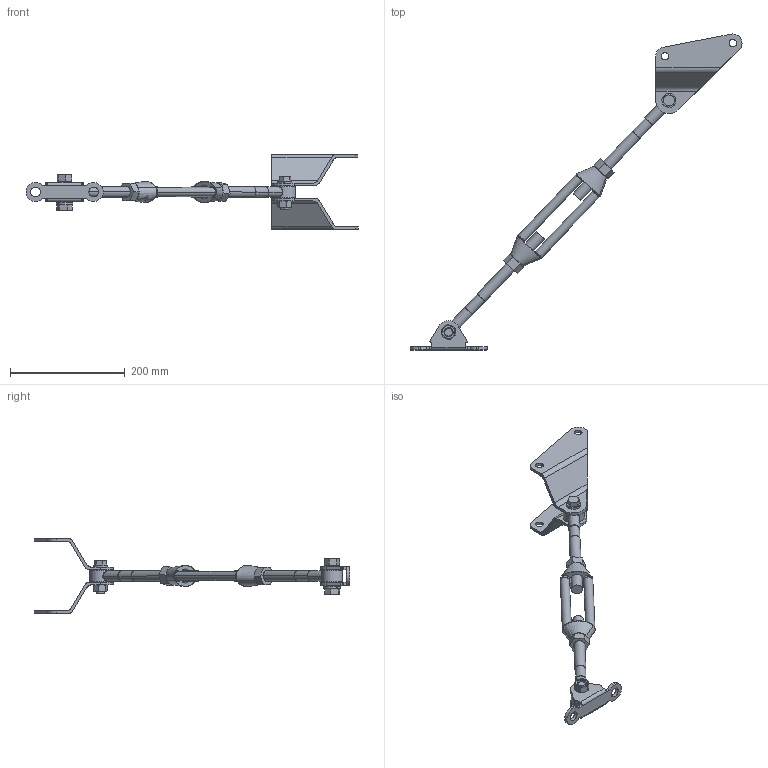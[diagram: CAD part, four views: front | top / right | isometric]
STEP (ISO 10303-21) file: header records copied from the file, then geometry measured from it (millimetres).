
FILE_DESCRIPTION (( 'STEP AP214' ), '1' );
FILE_NAME ('SMR4-TARM.STEP', '2017-06-26T20:24:01', ( '' ), ( '' ), 'SwSTEP 2.0', 'SolidWorks 2017', '' );
FILE_SCHEMA (( 'AUTOMOTIVE_DESIGN' ));
Length unit declared in the file: inch
Products named in the file (6): SMR4-TA_4; SMR4-TA_3; SMR4-TA_2; SMR4-TA_1; SMR4-TARM; SMR4-TA_5
Assembly tree (5 placements, depth 2):
  SMR4-TARM
    SMR4-TA_1
    SMR4-TA_2
    SMR4-TA_3
    SMR4-TA_4
    SMR4-TA_5
Bounding box: 579.92 x 551.87 x 131 mm (x, y, z)
Volume: 496475.6 mm3; surface area: 171377.5 mm2
Topology: 15 solids, 15 shells, 327 faces, 811 edges, 519 vertices
Faces by surface type: plane 131, cylinder 115, cone 49, bspline 32
Entity records: 20061 total; most frequent: CARTESIAN_POINT 7778, ORIENTED_EDGE 1622, DIRECTION 1544, EDGE_CURVE 811, AXIS2_PLACEMENT_3D 594, VERTEX_POINT 519, EDGE_LOOP 372, VECTOR 356
